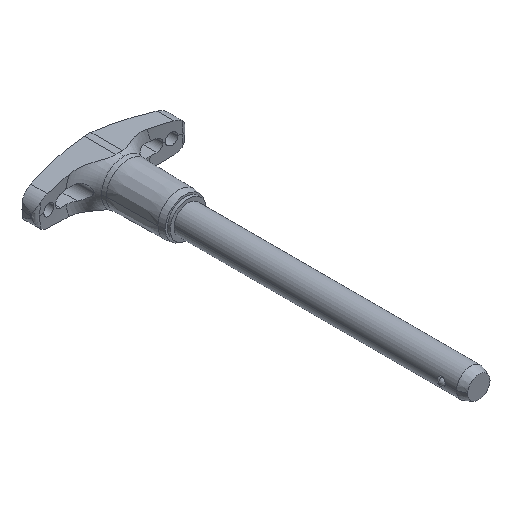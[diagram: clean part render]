
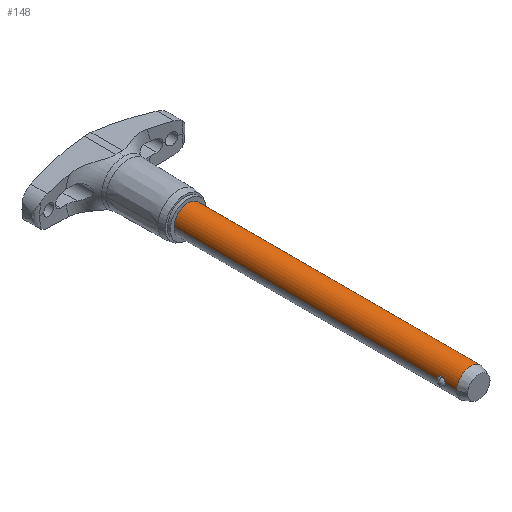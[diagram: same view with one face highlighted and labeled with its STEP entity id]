
A CAD part, isometric view. The second image highlights one B-rep face of the part: STEP entity #148.
In plain terms, the highlighted cylindrical face has radius 4.763 mm (diameter 9.525 mm), a partial arc.
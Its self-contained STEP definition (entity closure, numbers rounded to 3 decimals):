
#148=ADVANCED_FACE('',(#339),#340,.T.);
#339=FACE_OUTER_BOUND('',#574,.T.);
#340=CYLINDRICAL_SURFACE('',#575,4.763);
#574=EDGE_LOOP('',(#974,#975,#976,#977,#978,#979,#980,#981,#982,#983));
#575=AXIS2_PLACEMENT_3D('',#984,#985,#986);
#974=ORIENTED_EDGE('',*,*,#1516,.T.);
#975=ORIENTED_EDGE('',*,*,#1593,.T.);
#976=ORIENTED_EDGE('',*,*,#1594,.T.);
#977=ORIENTED_EDGE('',*,*,#1521,.T.);
#978=ORIENTED_EDGE('',*,*,#1595,.F.);
#979=ORIENTED_EDGE('',*,*,#1519,.T.);
#980=ORIENTED_EDGE('',*,*,#1513,.T.);
#981=ORIENTED_EDGE('',*,*,#1596,.T.);
#982=ORIENTED_EDGE('',*,*,#1517,.T.);
#983=ORIENTED_EDGE('',*,*,#1587,.T.);
#984=CARTESIAN_POINT('',(0.0,-49.086,0.0));
#985=DIRECTION('',(-0.0,1.0,0.0));
#986=DIRECTION('',(1.0,0.0,0.0));
#1513=EDGE_CURVE('',#1851,#1848,#1852,.T.);
#1516=EDGE_CURVE('',#1832,#1855,#1856,.T.);
#1517=EDGE_CURVE('',#1857,#1834,#1858,.T.);
#1519=EDGE_CURVE('',#1860,#1851,#1861,.T.);
#1521=EDGE_CURVE('',#1864,#1862,#1865,.T.);
#1587=EDGE_CURVE('',#1834,#1832,#1975,.T.);
#1593=EDGE_CURVE('',#1855,#1983,#1984,.T.);
#1594=EDGE_CURVE('',#1983,#1864,#1985,.T.);
#1595=EDGE_CURVE('',#1860,#1862,#1986,.T.);
#1596=EDGE_CURVE('',#1848,#1857,#1987,.T.);
#1832=VERTEX_POINT('',#2559);
#1834=VERTEX_POINT('',#2562);
#1848=VERTEX_POINT('',#2642);
#1851=VERTEX_POINT('',#2645);
#1852=B_SPLINE_CURVE_WITH_KNOTS('',3,(#2646,#2647,#2648,#2649,#2650,#2651,#2652,#2653,#2654,#2655,#2656,#2657,#2658,#2659),.UNSPECIFIED.,.F.,.F.,(4,2,2,2,2,2,4),(6.25,6.614,6.978,7.194,7.411,7.872,8.333),.UNSPECIFIED.);
#1855=VERTEX_POINT('',#2675);
#1856=LINE('',#2676,#2677);
#1857=VERTEX_POINT('',#2678);
#1858=LINE('',#2679,#2680);
#1860=VERTEX_POINT('',#2695);
#1861=LINE('',#2696,#2697);
#1862=VERTEX_POINT('',#2698);
#1864=VERTEX_POINT('',#2700);
#1865=LINE('',#2701,#2702);
#1975=CIRCLE('',#3219,4.763);
#1983=VERTEX_POINT('',#3252);
#1984=B_SPLINE_CURVE_WITH_KNOTS('',3,(#3253,#3254,#3255,#3256,#3257,#3258,#3259,#3260,#3261,#3262,#3263,#3264,#3265,#3266),.UNSPECIFIED.,.F.,.F.,(4,2,2,2,2,2,4),(2.083,2.447,2.811,3.028,3.245,3.706,4.167),.UNSPECIFIED.);
#1985=B_SPLINE_CURVE_WITH_KNOTS('',3,(#3267,#3268,#3269,#3270,#3271,#3272,#3273,#3274,#3275,#3276,#3277,#3278,#3279,#3280),.UNSPECIFIED.,.F.,.F.,(4,2,2,2,2,2,4),(4.167,4.628,5.089,5.305,5.522,5.886,6.25),.UNSPECIFIED.);
#1986=CIRCLE('',#3281,4.763);
#1987=B_SPLINE_CURVE_WITH_KNOTS('',3,(#3282,#3283,#3284,#3285,#3286,#3287,#3288,#3289,#3290,#3291,#3292,#3293,#3294,#3295),.UNSPECIFIED.,.F.,.F.,(4,2,2,2,2,2,4),(0.0,0.461,0.922,1.139,1.355,1.719,2.083),.UNSPECIFIED.);
#2559=CARTESIAN_POINT('',(4.763,-95.39,0.0));
#2562=CARTESIAN_POINT('',(-4.763,-95.39,0.));
#2642=CARTESIAN_POINT('',(-4.543,-90.24,1.429));
#2645=CARTESIAN_POINT('',(-4.763,-88.9,0.));
#2646=CARTESIAN_POINT('',(-4.763,-88.9,0.));
#2647=CARTESIAN_POINT('',(-4.763,-88.9,0.121));
#2648=CARTESIAN_POINT('',(-4.757,-88.915,0.253));
#2649=CARTESIAN_POINT('',(-4.737,-88.979,0.507));
#2650=CARTESIAN_POINT('',(-4.722,-89.029,0.629));
#2651=CARTESIAN_POINT('',(-4.696,-89.122,0.797));
#2652=CARTESIAN_POINT('',(-4.684,-89.164,0.863));
#2653=CARTESIAN_POINT('',(-4.66,-89.261,0.985));
#2654=CARTESIAN_POINT('',(-4.647,-89.315,1.042));
#2655=CARTESIAN_POINT('',(-4.612,-89.48,1.192));
#2656=CARTESIAN_POINT('',(-4.587,-89.619,1.282));
#2657=CARTESIAN_POINT('',(-4.552,-89.922,1.4));
#2658=CARTESIAN_POINT('',(-4.543,-90.086,1.429));
#2659=CARTESIAN_POINT('',(-4.543,-90.24,1.429));
#2675=CARTESIAN_POINT('',(4.763,-91.58,0.));
#2676=CARTESIAN_POINT('',(4.763,-49.086,0.));
#2677=VECTOR('',#3994,1.0);
#2678=CARTESIAN_POINT('',(-4.763,-91.58,0.));
#2679=CARTESIAN_POINT('',(-4.763,-49.086,0.));
#2680=VECTOR('',#3995,1.0);
#2695=CARTESIAN_POINT('',(-4.763,0.0,0.));
#2696=CARTESIAN_POINT('',(-4.763,-49.086,0.));
#2697=VECTOR('',#3996,1.0);
#2698=CARTESIAN_POINT('',(4.763,0.0,0.0));
#2700=CARTESIAN_POINT('',(4.763,-88.9,0.));
#2701=CARTESIAN_POINT('',(4.763,-49.086,0.));
#2702=VECTOR('',#4000,1.0);
#3219=AXIS2_PLACEMENT_3D('',#4066,#4067,#4068);
#3252=CARTESIAN_POINT('',(4.543,-90.24,1.429));
#3253=CARTESIAN_POINT('',(4.763,-91.58,0.));
#3254=CARTESIAN_POINT('',(4.763,-91.58,0.121));
#3255=CARTESIAN_POINT('',(4.757,-91.565,0.253));
#3256=CARTESIAN_POINT('',(4.737,-91.5,0.507));
#3257=CARTESIAN_POINT('',(4.722,-91.451,0.629));
#3258=CARTESIAN_POINT('',(4.696,-91.358,0.797));
#3259=CARTESIAN_POINT('',(4.684,-91.315,0.863));
#3260=CARTESIAN_POINT('',(4.66,-91.219,0.985));
#3261=CARTESIAN_POINT('',(4.647,-91.165,1.042));
#3262=CARTESIAN_POINT('',(4.612,-91.,1.192));
#3263=CARTESIAN_POINT('',(4.587,-90.86,1.282));
#3264=CARTESIAN_POINT('',(4.552,-90.557,1.4));
#3265=CARTESIAN_POINT('',(4.543,-90.393,1.429));
#3266=CARTESIAN_POINT('',(4.543,-90.24,1.429));
#3267=CARTESIAN_POINT('',(4.543,-90.24,1.429));
#3268=CARTESIAN_POINT('',(4.543,-90.086,1.429));
#3269=CARTESIAN_POINT('',(4.552,-89.922,1.4));
#3270=CARTESIAN_POINT('',(4.587,-89.619,1.282));
#3271=CARTESIAN_POINT('',(4.612,-89.48,1.192));
#3272=CARTESIAN_POINT('',(4.647,-89.315,1.042));
#3273=CARTESIAN_POINT('',(4.66,-89.261,0.985));
#3274=CARTESIAN_POINT('',(4.684,-89.164,0.863));
#3275=CARTESIAN_POINT('',(4.696,-89.122,0.797));
#3276=CARTESIAN_POINT('',(4.722,-89.029,0.629));
#3277=CARTESIAN_POINT('',(4.737,-88.979,0.507));
#3278=CARTESIAN_POINT('',(4.757,-88.915,0.253));
#3279=CARTESIAN_POINT('',(4.763,-88.9,0.121));
#3280=CARTESIAN_POINT('',(4.763,-88.9,0.));
#3281=AXIS2_PLACEMENT_3D('',#4070,#4071,#4072);
#3282=CARTESIAN_POINT('',(-4.543,-90.24,1.429));
#3283=CARTESIAN_POINT('',(-4.543,-90.393,1.429));
#3284=CARTESIAN_POINT('',(-4.552,-90.557,1.4));
#3285=CARTESIAN_POINT('',(-4.587,-90.86,1.282));
#3286=CARTESIAN_POINT('',(-4.612,-91.,1.192));
#3287=CARTESIAN_POINT('',(-4.647,-91.165,1.042));
#3288=CARTESIAN_POINT('',(-4.66,-91.219,0.985));
#3289=CARTESIAN_POINT('',(-4.684,-91.315,0.863));
#3290=CARTESIAN_POINT('',(-4.696,-91.358,0.797));
#3291=CARTESIAN_POINT('',(-4.722,-91.451,0.629));
#3292=CARTESIAN_POINT('',(-4.737,-91.5,0.507));
#3293=CARTESIAN_POINT('',(-4.757,-91.565,0.253));
#3294=CARTESIAN_POINT('',(-4.763,-91.58,0.121));
#3295=CARTESIAN_POINT('',(-4.763,-91.58,0.));
#3994=DIRECTION('',(0.0,1.0,0.0));
#3995=DIRECTION('',(-0.0,-1.0,-0.0));
#3996=DIRECTION('',(-0.0,-1.0,-0.0));
#4000=DIRECTION('',(0.0,1.0,0.0));
#4066=CARTESIAN_POINT('',(0.0,-95.39,0.0));
#4067=DIRECTION('',(0.,1.0,0.0));
#4068=DIRECTION('',(1.0,0.,0.0));
#4070=CARTESIAN_POINT('',(0.0,0.0,0.0));
#4071=DIRECTION('',(-0.0,1.0,0.0));
#4072=DIRECTION('',(1.0,0.0,0.0));
